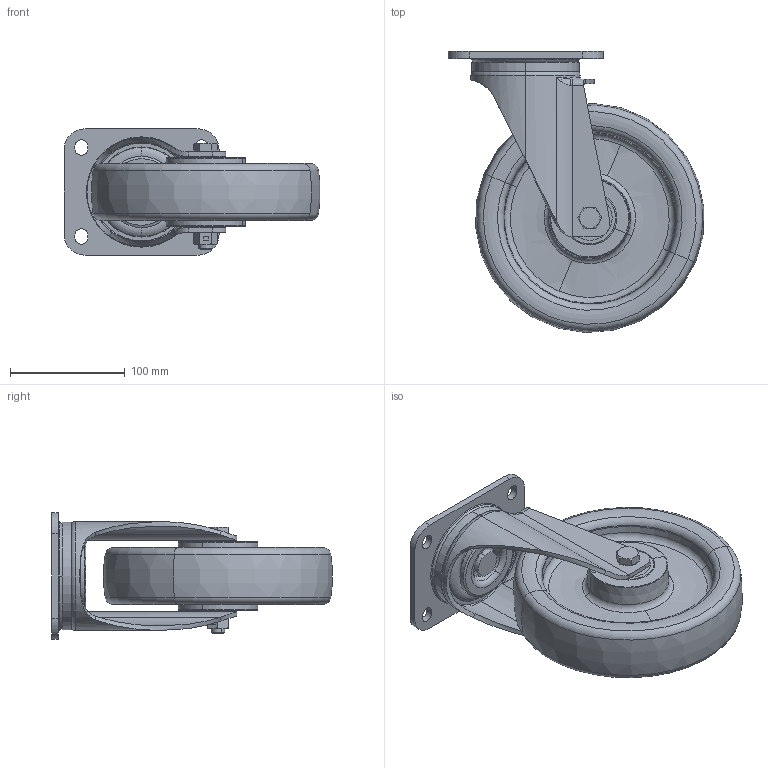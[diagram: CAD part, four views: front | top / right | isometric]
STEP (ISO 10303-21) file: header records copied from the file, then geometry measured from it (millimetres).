
FILE_DESCRIPTION (( 'STEP AP214' ), '1' );
FILE_NAME ('0021246_L-IM-PUZK-200-K-3.STEP', '2016-11-22T11:08:18', ( '' ), ( '' ), 'SwSTEP 2.0', 'SolidWorks 2016', '' );
FILE_SCHEMA (( 'AUTOMOTIVE_DESIGN' ));
Length unit declared in the file: millimetre
Products named in the file (1): 0021246_L-IM-PUZK-200-K-3
Bounding box: 222.96 x 244.76 x 110 mm (x, y, z)
Surface area: 218782 mm2 (no closed solid volume)
Topology: 0 solids, 18 shells, 498 faces, 1397 edges, 921 vertices
Faces by surface type: plane 227, cylinder 108, torus 86, cone 62, bspline 15
Entity records: 22681 total; most frequent: CARTESIAN_POINT 4262, DIRECTION 2828, ORIENTED_EDGE 2423, EDGE_CURVE 1393, AXIS2_PLACEMENT_3D 1018, VERTEX_POINT 921, LINE 792, VECTOR 792
